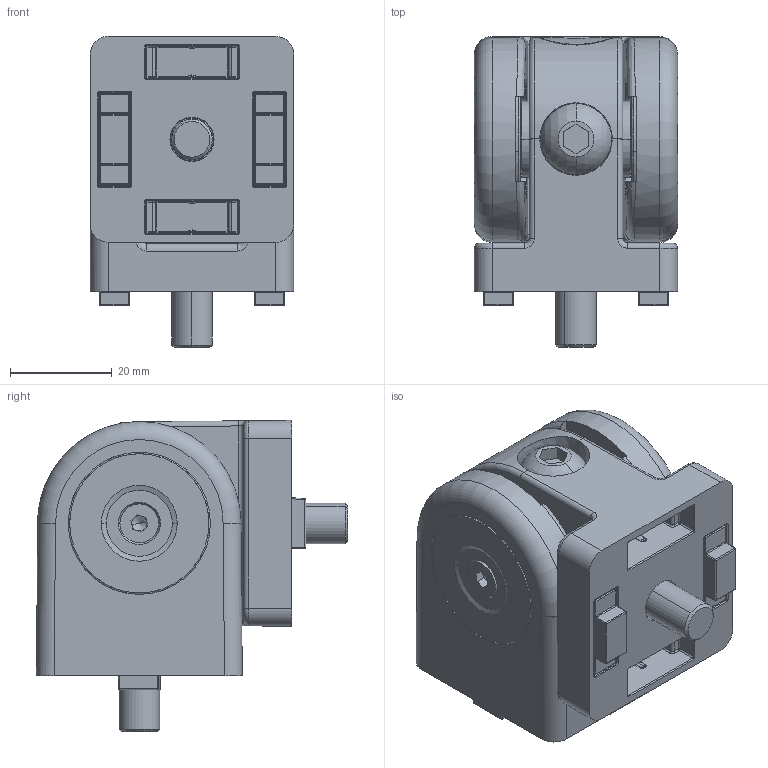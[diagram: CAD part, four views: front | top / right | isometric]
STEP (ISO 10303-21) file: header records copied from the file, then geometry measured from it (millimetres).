
FILE_DESCRIPTION (( 'STEP AP203' ), '1' );
FILE_NAME ('093GBA40.STEP', '2021-03-18T07:49:13', ( '' ), ( '' ), 'SwSTEP 2.0', 'SolidWorks 2020', '' );
FILE_SCHEMA (( 'CONFIG_CONTROL_DESIGN' ));
Length unit declared in the file: millimetre
Products named in the file (24): lens head screw DIN 7380 M8x25 -10.9_ISO7380-M8x25-10.9; 1_12; 093gr14_093 g r14; Countersunk head screw ISO 10642 - M4x08_DIN 7991 - M4; 340ME561_Standard; 1_4; 1_9; lens head screw DIN 7380 M8x16 -10.9_ISO 7380 - M4 x 8 --- 8N; 1_10; 1_3; 1_11; 093GR47; 093G40R23_093G40R23; 1_8; 1_5; 1_2; 1_6; 1; 093G40R22_093G40R22; 1_7; 093GBA40; 093G40R24; 093G40R25
Assembly tree (41 placements, depth 3):
  093GBA40
    093G40R23_093G40R23
    093G40R22_093G40R22
    lens head screw DIN 7380 M8x16 -10.9_ISO 7380 - M4 x 8 --- 8N  x2
    093G40R24  x2
    093G40R25
    Countersunk head screw ISO 10642 - M4x08_DIN 7991 - M4  x2
    340ME561_Standard
      1
      1_2
      1_3
      1_4
      1_5
      1_6
      1_7
      1_8
      1_9
      1_10
      1_11
      1_12
    340ME561_Standard
      1
      1_2
      1_3
      1_4
      1_5
      1_6
      1_7
      1_8
      1_9
      1_10
      1_11
      1_12
    lens head screw DIN 7380 M8x25 -10.9_ISO7380-M8x25-10.9
    093gr14_093 g r14  x4
    093GR47
Bounding box: 40.1 x 61.26 x 61.26 mm (x, y, z)
Volume: 73777.1 mm3; surface area: 46342.4 mm2
Topology: 39 solids, 39 shells, 1475 faces, 3316 edges, 1856 vertices
Faces by surface type: cylinder 475, plane 350, bspline 268, sphere 166, cone 154, torus 62
Entity records: 39167 total; most frequent: CARTESIAN_POINT 13978, ORIENTED_EDGE 4704, DIRECTION 4580, EDGE_CURVE 2352, AXIS2_PLACEMENT_3D 1862, VERTEX_POINT 1359, EDGE_LOOP 1119, FACE_OUTER_BOUND 1062
